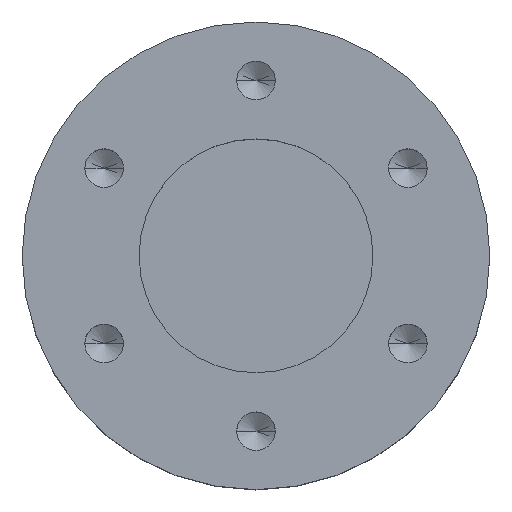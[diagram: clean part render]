
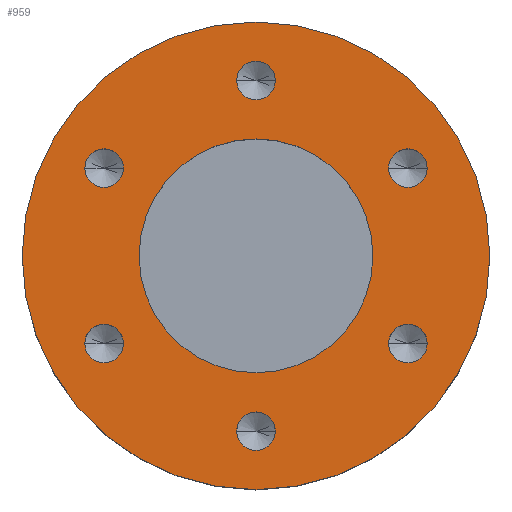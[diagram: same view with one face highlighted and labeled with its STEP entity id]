
A CAD part, top view. The second image highlights one B-rep face of the part: STEP entity #959.
In plain terms, the highlighted planar face has unit normal (0, 0, 1).
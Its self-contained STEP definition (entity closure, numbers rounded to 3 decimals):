
#15 = CIRCLE ( 'NONE', #377, 1.65 ) ;
#16 = AXIS2_PLACEMENT_3D ( 'NONE', #689, #707, #621 ) ;
#19 = VERTEX_POINT ( 'NONE', #281 ) ;
#20 = CARTESIAN_POINT ( 'NONE',  ( 14.64, 7.5, 15. ) ) ;
#37 = CIRCLE ( 'NONE', #483, 1.65 ) ;
#47 = CARTESIAN_POINT ( 'NONE',  ( 14.64, -7.5, 15. ) ) ;
#51 = DIRECTION ( 'NONE',  ( 0., 0., 1. ) ) ;
#56 = VERTEX_POINT ( 'NONE', #876 ) ;
#57 = FACE_OUTER_BOUND ( 'NONE', #159, .T. ) ;
#66 = FACE_BOUND ( 'NONE', #100, .T. ) ;
#98 = EDGE_CURVE ( 'NONE', #844, #713, #15, .T. ) ;
#100 = EDGE_LOOP ( 'NONE', ( #390, #562 ) ) ;
#112 = ORIENTED_EDGE ( 'NONE', *, *, #214, .F. ) ;
#116 = CARTESIAN_POINT ( 'NONE',  ( -20., 0., 15. ) ) ;
#127 = EDGE_LOOP ( 'NONE', ( #956, #701 ) ) ;
#147 = EDGE_CURVE ( 'NONE', #567, #547, #936, .T. ) ;
#148 = ORIENTED_EDGE ( 'NONE', *, *, #899, .F. ) ;
#151 = EDGE_CURVE ( 'NONE', #681, #839, #916, .T. ) ;
#159 = EDGE_LOOP ( 'NONE', ( #428, #755 ) ) ;
#178 = CARTESIAN_POINT ( 'NONE',  ( 1.65, -15., 15. ) ) ;
#185 = DIRECTION ( 'NONE',  ( 0., 0., 1. ) ) ;
#194 = ORIENTED_EDGE ( 'NONE', *, *, #147, .F. ) ;
#195 = FACE_BOUND ( 'NONE', #579, .T. ) ;
#198 = DIRECTION ( 'NONE',  ( 1., 0., 0. ) ) ;
#203 = PLANE ( 'NONE',  #276 ) ;
#211 = AXIS2_PLACEMENT_3D ( 'NONE', #601, #900, #232 ) ;
#214 = EDGE_CURVE ( 'NONE', #343, #317, #746, .T. ) ;
#230 = DIRECTION ( 'NONE',  ( 1., 0., 0. ) ) ;
#231 = AXIS2_PLACEMENT_3D ( 'NONE', #409, #846, #552 ) ;
#232 = DIRECTION ( 'NONE',  ( 1., 0., 0. ) ) ;
#243 = VERTEX_POINT ( 'NONE', #116 ) ;
#256 = CARTESIAN_POINT ( 'NONE',  ( -12.99, -7.5, 15. ) ) ;
#269 = AXIS2_PLACEMENT_3D ( 'NONE', #685, #615, #465 ) ;
#276 = AXIS2_PLACEMENT_3D ( 'NONE', #799, #486, #346 ) ;
#280 = DIRECTION ( 'NONE',  ( 1., 0., 0. ) ) ;
#281 = CARTESIAN_POINT ( 'NONE',  ( -11.34, 7.5, 15. ) ) ;
#284 = CARTESIAN_POINT ( 'NONE',  ( 0., -15., 15. ) ) ;
#288 = EDGE_CURVE ( 'NONE', #798, #243, #495, .T. ) ;
#307 = CARTESIAN_POINT ( 'NONE',  ( -10., 0., 15. ) ) ;
#317 = VERTEX_POINT ( 'NONE', #307 ) ;
#332 = EDGE_CURVE ( 'NONE', #872, #557, #616, .T. ) ;
#335 = CARTESIAN_POINT ( 'NONE',  ( 0., 15., 15. ) ) ;
#343 = VERTEX_POINT ( 'NONE', #903 ) ;
#344 = AXIS2_PLACEMENT_3D ( 'NONE', #335, #185, #198 ) ;
#346 = DIRECTION ( 'NONE',  ( 1., 0., 0. ) ) ;
#347 = CARTESIAN_POINT ( 'NONE',  ( 12.99, -7.5, 15. ) ) ;
#349 = CARTESIAN_POINT ( 'NONE',  ( 12.99, -7.5, 15. ) ) ;
#356 = CARTESIAN_POINT ( 'NONE',  ( -1.65, -15., 15. ) ) ;
#366 = CIRCLE ( 'NONE', #842, 1.65 ) ;
#369 = DIRECTION ( 'NONE',  ( 0., 0., 1. ) ) ;
#377 = AXIS2_PLACEMENT_3D ( 'NONE', #349, #416, #861 ) ;
#390 = ORIENTED_EDGE ( 'NONE', *, *, #581, .F. ) ;
#391 = CARTESIAN_POINT ( 'NONE',  ( 0., 0., 15. ) ) ;
#394 = CARTESIAN_POINT ( 'NONE',  ( -12.99, 7.5, 15. ) ) ;
#396 = VERTEX_POINT ( 'NONE', #658 ) ;
#409 = CARTESIAN_POINT ( 'NONE',  ( 12.99, 7.5, 15. ) ) ;
#412 = DIRECTION ( 'NONE',  ( 1., 0., 0. ) ) ;
#413 = DIRECTION ( 'NONE',  ( 0., 0., 1. ) ) ;
#416 = DIRECTION ( 'NONE',  ( 0., 0., 1. ) ) ;
#426 = EDGE_LOOP ( 'NONE', ( #112, #925 ) ) ;
#428 = ORIENTED_EDGE ( 'NONE', *, *, #604, .T. ) ;
#431 = EDGE_CURVE ( 'NONE', #713, #844, #439, .T. ) ;
#435 = EDGE_CURVE ( 'NONE', #317, #343, #517, .T. ) ;
#436 = EDGE_LOOP ( 'NONE', ( #930, #194 ) ) ;
#439 = CIRCLE ( 'NONE', #816, 1.65 ) ;
#440 = AXIS2_PLACEMENT_3D ( 'NONE', #791, #51, #633 ) ;
#447 = ORIENTED_EDGE ( 'NONE', *, *, #98, .F. ) ;
#465 = DIRECTION ( 'NONE',  ( 1., 0., 0. ) ) ;
#477 = CIRCLE ( 'NONE', #599, 1.65 ) ;
#480 = FACE_BOUND ( 'NONE', #127, .T. ) ;
#483 = AXIS2_PLACEMENT_3D ( 'NONE', #284, #706, #931 ) ;
#486 = DIRECTION ( 'NONE',  ( 0., 0., 1. ) ) ;
#495 = CIRCLE ( 'NONE', #720, 20. ) ;
#496 = FACE_BOUND ( 'NONE', #576, .T. ) ;
#509 = AXIS2_PLACEMENT_3D ( 'NONE', #821, #369, #889 ) ;
#517 = CIRCLE ( 'NONE', #580, 10. ) ;
#519 = CIRCLE ( 'NONE', #16, 1.65 ) ;
#524 = CARTESIAN_POINT ( 'NONE',  ( 11.34, -7.5, 15. ) ) ;
#533 = DIRECTION ( 'NONE',  ( 1., 0., 0. ) ) ;
#537 = EDGE_CURVE ( 'NONE', #547, #567, #477, .T. ) ;
#547 = VERTEX_POINT ( 'NONE', #20 ) ;
#552 = DIRECTION ( 'NONE',  ( 1., 0., 0. ) ) ;
#557 = VERTEX_POINT ( 'NONE', #178 ) ;
#560 = DIRECTION ( 'NONE',  ( 1., 0., 0. ) ) ;
#562 = ORIENTED_EDGE ( 'NONE', *, *, #897, .F. ) ;
#567 = VERTEX_POINT ( 'NONE', #867 ) ;
#568 = CARTESIAN_POINT ( 'NONE',  ( 0., 0., 15. ) ) ;
#574 = FACE_BOUND ( 'NONE', #436, .T. ) ;
#575 = EDGE_CURVE ( 'NONE', #56, #19, #366, .T. ) ;
#576 = EDGE_LOOP ( 'NONE', ( #651, #447 ) ) ;
#579 = EDGE_LOOP ( 'NONE', ( #148, #722 ) ) ;
#580 = AXIS2_PLACEMENT_3D ( 'NONE', #568, #874, #230 ) ;
#581 = EDGE_CURVE ( 'NONE', #758, #396, #519, .T. ) ;
#583 = AXIS2_PLACEMENT_3D ( 'NONE', #256, #779, #412 ) ;
#586 = EDGE_CURVE ( 'NONE', #839, #681, #786, .T. ) ;
#599 = AXIS2_PLACEMENT_3D ( 'NONE', #944, #878, #804 ) ;
#601 = CARTESIAN_POINT ( 'NONE',  ( 0., -15., 15. ) ) ;
#603 = DIRECTION ( 'NONE',  ( 1., 0., 0. ) ) ;
#604 = EDGE_CURVE ( 'NONE', #243, #798, #918, .T. ) ;
#611 = CARTESIAN_POINT ( 'NONE',  ( 0., 15., 15. ) ) ;
#615 = DIRECTION ( 'NONE',  ( 0., 0., 1. ) ) ;
#616 = CIRCLE ( 'NONE', #211, 1.65 ) ;
#619 = ORIENTED_EDGE ( 'NONE', *, *, #586, .F. ) ;
#621 = DIRECTION ( 'NONE',  ( 1., 0., 0. ) ) ;
#633 = DIRECTION ( 'NONE',  ( 1., 0., 0. ) ) ;
#644 = EDGE_CURVE ( 'NONE', #19, #56, #937, .T. ) ;
#651 = ORIENTED_EDGE ( 'NONE', *, *, #431, .F. ) ;
#658 = CARTESIAN_POINT ( 'NONE',  ( -14.64, -7.5, 15. ) ) ;
#673 = CIRCLE ( 'NONE', #583, 1.65 ) ;
#675 = CARTESIAN_POINT ( 'NONE',  ( 1.65, 15., 15. ) ) ;
#678 = DIRECTION ( 'NONE',  ( 0., 0., 1. ) ) ;
#681 = VERTEX_POINT ( 'NONE', #814 ) ;
#685 = CARTESIAN_POINT ( 'NONE',  ( 0., 0., 15. ) ) ;
#689 = CARTESIAN_POINT ( 'NONE',  ( -12.99, -7.5, 15. ) ) ;
#697 = EDGE_LOOP ( 'NONE', ( #619, #940 ) ) ;
#701 = ORIENTED_EDGE ( 'NONE', *, *, #575, .F. ) ;
#706 = DIRECTION ( 'NONE',  ( 0., 0., 1. ) ) ;
#707 = DIRECTION ( 'NONE',  ( 0., 0., 1. ) ) ;
#713 = VERTEX_POINT ( 'NONE', #47 ) ;
#715 = FACE_BOUND ( 'NONE', #426, .T. ) ;
#720 = AXIS2_PLACEMENT_3D ( 'NONE', #391, #678, #603 ) ;
#722 = ORIENTED_EDGE ( 'NONE', *, *, #332, .F. ) ;
#746 = CIRCLE ( 'NONE', #269, 10. ) ;
#755 = ORIENTED_EDGE ( 'NONE', *, *, #288, .T. ) ;
#758 = VERTEX_POINT ( 'NONE', #911 ) ;
#779 = DIRECTION ( 'NONE',  ( 0., 0., 1. ) ) ;
#786 = CIRCLE ( 'NONE', #819, 1.65 ) ;
#790 = FACE_BOUND ( 'NONE', #697, .T. ) ;
#791 = CARTESIAN_POINT ( 'NONE',  ( 0., 0., 15. ) ) ;
#798 = VERTEX_POINT ( 'NONE', #850 ) ;
#799 = CARTESIAN_POINT ( 'NONE',  ( 0., 0., 15. ) ) ;
#804 = DIRECTION ( 'NONE',  ( 1., 0., 0. ) ) ;
#814 = CARTESIAN_POINT ( 'NONE',  ( -1.65, 15., 15. ) ) ;
#816 = AXIS2_PLACEMENT_3D ( 'NONE', #347, #939, #280 ) ;
#819 = AXIS2_PLACEMENT_3D ( 'NONE', #611, #913, #533 ) ;
#821 = CARTESIAN_POINT ( 'NONE',  ( -12.99, 7.5, 15. ) ) ;
#839 = VERTEX_POINT ( 'NONE', #675 ) ;
#842 = AXIS2_PLACEMENT_3D ( 'NONE', #394, #413, #560 ) ;
#844 = VERTEX_POINT ( 'NONE', #524 ) ;
#846 = DIRECTION ( 'NONE',  ( 0., 0., 1. ) ) ;
#850 = CARTESIAN_POINT ( 'NONE',  ( 20., 0., 15. ) ) ;
#861 = DIRECTION ( 'NONE',  ( 1., 0., 0. ) ) ;
#867 = CARTESIAN_POINT ( 'NONE',  ( 11.34, 7.5, 15. ) ) ;
#872 = VERTEX_POINT ( 'NONE', #356 ) ;
#874 = DIRECTION ( 'NONE',  ( 0., 0., 1. ) ) ;
#876 = CARTESIAN_POINT ( 'NONE',  ( -14.64, 7.5, 15. ) ) ;
#878 = DIRECTION ( 'NONE',  ( 0., 0., 1. ) ) ;
#889 = DIRECTION ( 'NONE',  ( 1., 0., 0. ) ) ;
#897 = EDGE_CURVE ( 'NONE', #396, #758, #673, .T. ) ;
#899 = EDGE_CURVE ( 'NONE', #557, #872, #37, .T. ) ;
#900 = DIRECTION ( 'NONE',  ( 0., 0., 1. ) ) ;
#903 = CARTESIAN_POINT ( 'NONE',  ( 10., 0., 15. ) ) ;
#911 = CARTESIAN_POINT ( 'NONE',  ( -11.34, -7.5, 15. ) ) ;
#913 = DIRECTION ( 'NONE',  ( 0., 0., 1. ) ) ;
#916 = CIRCLE ( 'NONE', #344, 1.65 ) ;
#918 = CIRCLE ( 'NONE', #440, 20. ) ;
#925 = ORIENTED_EDGE ( 'NONE', *, *, #435, .F. ) ;
#930 = ORIENTED_EDGE ( 'NONE', *, *, #537, .F. ) ;
#931 = DIRECTION ( 'NONE',  ( 1., 0., 0. ) ) ;
#936 = CIRCLE ( 'NONE', #231, 1.65 ) ;
#937 = CIRCLE ( 'NONE', #509, 1.65 ) ;
#939 = DIRECTION ( 'NONE',  ( 0., 0., 1. ) ) ;
#940 = ORIENTED_EDGE ( 'NONE', *, *, #151, .F. ) ;
#944 = CARTESIAN_POINT ( 'NONE',  ( 12.99, 7.5, 15. ) ) ;
#956 = ORIENTED_EDGE ( 'NONE', *, *, #644, .F. ) ;
#959 = ADVANCED_FACE ( 'NONE', ( #574, #496, #195, #66, #480, #790, #715, #57 ), #203, .T. ) ;
